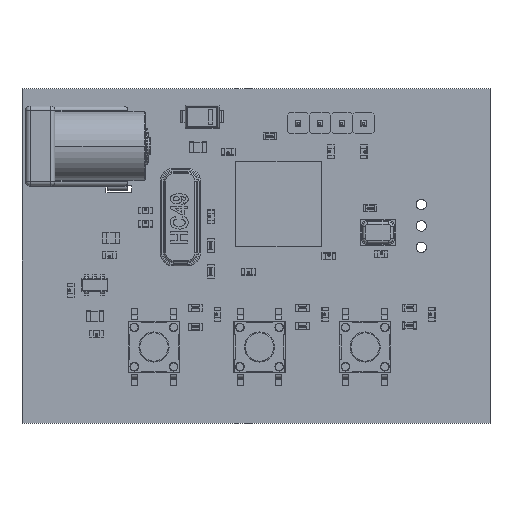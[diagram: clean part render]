
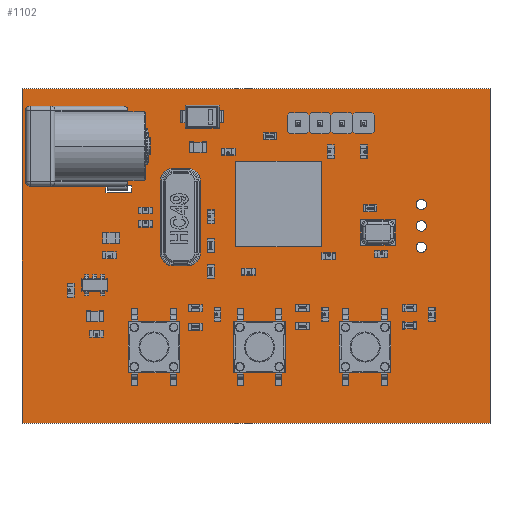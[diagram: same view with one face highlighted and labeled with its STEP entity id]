
A CAD part, top view. The second image highlights one B-rep face of the part: STEP entity #1102.
In plain terms, the highlighted planar face has unit normal (0, 0, 1).
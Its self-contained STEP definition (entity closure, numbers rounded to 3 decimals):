
#187 = VERTEX_POINT('',#188);
#188 = CARTESIAN_POINT('',(25.5,25.5,0.));
#194 = EDGE_CURVE('',#187,#195,#197,.T.);
#195 = VERTEX_POINT('',#196);
#196 = CARTESIAN_POINT('',(80.,25.5,0.));
#197 = LINE('',#198,#199);
#198 = CARTESIAN_POINT('',(25.5,25.5,0.));
#199 = VECTOR('',#200,1.);
#200 = DIRECTION('',(1.,0.,0.));
#225 = EDGE_CURVE('',#195,#226,#228,.T.);
#226 = VERTEX_POINT('',#227);
#227 = CARTESIAN_POINT('',(80.,64.5,0.));
#228 = LINE('',#229,#230);
#229 = CARTESIAN_POINT('',(80.,25.5,0.));
#230 = VECTOR('',#231,1.);
#231 = DIRECTION('',(0.,1.,0.));
#256 = EDGE_CURVE('',#226,#257,#259,.T.);
#257 = VERTEX_POINT('',#258);
#258 = CARTESIAN_POINT('',(25.5,64.5,0.));
#259 = LINE('',#260,#261);
#260 = CARTESIAN_POINT('',(80.,64.5,0.));
#261 = VECTOR('',#262,1.);
#262 = DIRECTION('',(-1.,0.,0.));
#287 = EDGE_CURVE('',#257,#187,#288,.T.);
#288 = LINE('',#289,#290);
#289 = CARTESIAN_POINT('',(25.5,64.5,0.));
#290 = VECTOR('',#291,1.);
#291 = DIRECTION('',(0.,-1.,0.));
#311 = VERTEX_POINT('',#312);
#312 = CARTESIAN_POINT('',(38.282,53.182,0.));
#318 = EDGE_CURVE('',#311,#319,#321,.T.);
#319 = VERTEX_POINT('',#320);
#320 = CARTESIAN_POINT('',(35.282,53.182,0.));
#321 = LINE('',#322,#323);
#322 = CARTESIAN_POINT('',(38.282,53.182,0.));
#323 = VECTOR('',#324,1.);
#324 = DIRECTION('',(-1.,0.,0.));
#349 = EDGE_CURVE('',#319,#350,#352,.T.);
#350 = VERTEX_POINT('',#351);
#351 = CARTESIAN_POINT('',(35.282,52.382,0.));
#352 = LINE('',#353,#354);
#353 = CARTESIAN_POINT('',(35.282,53.182,0.));
#354 = VECTOR('',#355,1.);
#355 = DIRECTION('',(0.,-1.,0.));
#380 = EDGE_CURVE('',#350,#381,#383,.T.);
#381 = VERTEX_POINT('',#382);
#382 = CARTESIAN_POINT('',(38.282,52.382,0.));
#383 = LINE('',#384,#385);
#384 = CARTESIAN_POINT('',(35.282,52.382,0.));
#385 = VECTOR('',#386,1.);
#386 = DIRECTION('',(1.,0.,0.));
#411 = EDGE_CURVE('',#381,#311,#412,.T.);
#412 = LINE('',#413,#414);
#413 = CARTESIAN_POINT('',(38.282,52.382,0.));
#414 = VECTOR('',#415,1.);
#415 = DIRECTION('',(0.,1.,0.));
#435 = VERTEX_POINT('',#436);
#436 = CARTESIAN_POINT('',(44.242,47.09,0.));
#442 = EDGE_CURVE('',#435,#435,#443,.T.);
#443 = CIRCLE('',#444,0.3);
#444 = AXIS2_PLACEMENT_3D('',#445,#446,#447);
#445 = CARTESIAN_POINT('',(43.942,47.09,0.));
#446 = DIRECTION('',(0.,0.,1.));
#447 = DIRECTION('',(1.,0.,0.));
#468 = VERTEX_POINT('',#469);
#469 = CARTESIAN_POINT('',(44.242,51.97,0.));
#475 = EDGE_CURVE('',#468,#468,#476,.T.);
#476 = CIRCLE('',#477,0.3);
#477 = AXIS2_PLACEMENT_3D('',#478,#479,#480);
#478 = CARTESIAN_POINT('',(43.942,51.97,0.));
#479 = DIRECTION('',(0.,0.,1.));
#480 = DIRECTION('',(1.,0.,0.));
#501 = VERTEX_POINT('',#502);
#502 = CARTESIAN_POINT('',(34.182,59.082,0.));
#508 = EDGE_CURVE('',#501,#509,#511,.T.);
#509 = VERTEX_POINT('',#510);
#510 = CARTESIAN_POINT('',(33.382,59.082,0.));
#511 = LINE('',#512,#513);
#512 = CARTESIAN_POINT('',(34.182,59.082,0.));
#513 = VECTOR('',#514,1.);
#514 = DIRECTION('',(-1.,0.,0.));
#539 = EDGE_CURVE('',#509,#540,#542,.T.);
#540 = VERTEX_POINT('',#541);
#541 = CARTESIAN_POINT('',(33.382,56.082,0.));
#542 = LINE('',#543,#544);
#543 = CARTESIAN_POINT('',(33.382,59.082,0.));
#544 = VECTOR('',#545,1.);
#545 = DIRECTION('',(0.,-1.,0.));
#570 = EDGE_CURVE('',#540,#571,#573,.T.);
#571 = VERTEX_POINT('',#572);
#572 = CARTESIAN_POINT('',(34.182,56.082,0.));
#573 = LINE('',#574,#575);
#574 = CARTESIAN_POINT('',(33.382,56.082,0.));
#575 = VECTOR('',#576,1.);
#576 = DIRECTION('',(1.,0.,0.));
#601 = EDGE_CURVE('',#571,#501,#602,.T.);
#602 = LINE('',#603,#604);
#603 = CARTESIAN_POINT('',(34.182,56.082,0.));
#604 = VECTOR('',#605,1.);
#605 = DIRECTION('',(0.,1.,0.));
#625 = VERTEX_POINT('',#626);
#626 = CARTESIAN_POINT('',(40.182,59.332,0.));
#632 = EDGE_CURVE('',#625,#633,#635,.T.);
#633 = VERTEX_POINT('',#634);
#634 = CARTESIAN_POINT('',(39.382,59.332,0.));
#635 = LINE('',#636,#637);
#636 = CARTESIAN_POINT('',(40.182,59.332,0.));
#637 = VECTOR('',#638,1.);
#638 = DIRECTION('',(-1.,0.,0.));
#663 = EDGE_CURVE('',#633,#664,#666,.T.);
#664 = VERTEX_POINT('',#665);
#665 = CARTESIAN_POINT('',(39.382,55.832,0.));
#666 = LINE('',#667,#668);
#667 = CARTESIAN_POINT('',(39.382,59.332,0.));
#668 = VECTOR('',#669,1.);
#669 = DIRECTION('',(0.,-1.,0.));
#694 = EDGE_CURVE('',#664,#695,#697,.T.);
#695 = VERTEX_POINT('',#696);
#696 = CARTESIAN_POINT('',(40.182,55.832,0.));
#697 = LINE('',#698,#699);
#698 = CARTESIAN_POINT('',(39.382,55.832,0.));
#699 = VECTOR('',#700,1.);
#700 = DIRECTION('',(1.,0.,0.));
#725 = EDGE_CURVE('',#695,#625,#726,.T.);
#726 = LINE('',#727,#728);
#727 = CARTESIAN_POINT('',(40.182,55.832,0.));
#728 = VECTOR('',#729,1.);
#729 = DIRECTION('',(0.,1.,0.));
#749 = VERTEX_POINT('',#750);
#750 = CARTESIAN_POINT('',(60.698,60.452,0.));
#756 = EDGE_CURVE('',#749,#749,#757,.T.);
#757 = CIRCLE('',#758,0.5);
#758 = AXIS2_PLACEMENT_3D('',#759,#760,#761);
#759 = CARTESIAN_POINT('',(60.198,60.452,0.));
#760 = DIRECTION('',(0.,0.,1.));
#761 = DIRECTION('',(1.,0.,0.));
#782 = VERTEX_POINT('',#783);
#783 = CARTESIAN_POINT('',(58.158,60.452,0.));
#789 = EDGE_CURVE('',#782,#782,#790,.T.);
#790 = CIRCLE('',#791,0.5);
#791 = AXIS2_PLACEMENT_3D('',#792,#793,#794);
#792 = CARTESIAN_POINT('',(57.658,60.452,0.));
#793 = DIRECTION('',(0.,0.,1.));
#794 = DIRECTION('',(1.,0.,0.));
#815 = VERTEX_POINT('',#816);
#816 = CARTESIAN_POINT('',(68.098,47.735,0.));
#822 = EDGE_CURVE('',#815,#815,#823,.T.);
#823 = CIRCLE('',#824,0.25);
#824 = AXIS2_PLACEMENT_3D('',#825,#826,#827);
#825 = CARTESIAN_POINT('',(67.848,47.735,0.));
#826 = DIRECTION('',(0.,0.,1.));
#827 = DIRECTION('',(1.,0.,0.));
#848 = VERTEX_POINT('',#849);
#849 = CARTESIAN_POINT('',(72.6,46.,0.));
#855 = EDGE_CURVE('',#848,#848,#856,.T.);
#856 = CIRCLE('',#857,0.6);
#857 = AXIS2_PLACEMENT_3D('',#858,#859,#860);
#858 = CARTESIAN_POINT('',(72.,46.,0.));
#859 = DIRECTION('',(0.,0.,1.));
#860 = DIRECTION('',(1.,0.,0.));
#881 = VERTEX_POINT('',#882);
#882 = CARTESIAN_POINT('',(72.6,48.5,0.));
#888 = EDGE_CURVE('',#881,#881,#889,.T.);
#889 = CIRCLE('',#890,0.6);
#890 = AXIS2_PLACEMENT_3D('',#891,#892,#893);
#891 = CARTESIAN_POINT('',(72.,48.5,0.));
#892 = DIRECTION('',(0.,0.,1.));
#893 = DIRECTION('',(1.,0.,0.));
#914 = VERTEX_POINT('',#915);
#915 = CARTESIAN_POINT('',(65.778,60.452,0.));
#921 = EDGE_CURVE('',#914,#914,#922,.T.);
#922 = CIRCLE('',#923,0.5);
#923 = AXIS2_PLACEMENT_3D('',#924,#925,#926);
#924 = CARTESIAN_POINT('',(65.278,60.452,0.));
#925 = DIRECTION('',(0.,0.,1.));
#926 = DIRECTION('',(1.,0.,0.));
#947 = VERTEX_POINT('',#948);
#948 = CARTESIAN_POINT('',(63.238,60.452,0.));
#954 = EDGE_CURVE('',#947,#947,#955,.T.);
#955 = CIRCLE('',#956,0.5);
#956 = AXIS2_PLACEMENT_3D('',#957,#958,#959);
#957 = CARTESIAN_POINT('',(62.738,60.452,0.));
#958 = DIRECTION('',(0.,0.,1.));
#959 = DIRECTION('',(1.,0.,0.));
#980 = VERTEX_POINT('',#981);
#981 = CARTESIAN_POINT('',(67.948,48.41,0.));
#987 = EDGE_CURVE('',#980,#980,#988,.T.);
#988 = CIRCLE('',#989,0.1);
#989 = AXIS2_PLACEMENT_3D('',#990,#991,#992);
#990 = CARTESIAN_POINT('',(67.848,48.41,0.));
#991 = DIRECTION('',(0.,0.,1.));
#992 = DIRECTION('',(1.,0.,0.));
#1013 = VERTEX_POINT('',#1014);
#1014 = CARTESIAN_POINT('',(72.6,51.,0.));
#1020 = EDGE_CURVE('',#1013,#1013,#1021,.T.);
#1021 = CIRCLE('',#1022,0.6);
#1022 = AXIS2_PLACEMENT_3D('',#1023,#1024,#1025);
#1023 = CARTESIAN_POINT('',(72.,51.,0.));
#1024 = DIRECTION('',(0.,0.,1.));
#1025 = DIRECTION('',(1.,0.,0.));
#1102 = ADVANCED_FACE('',(#1103,#1109,#1115,#1118,#1121,#1127,#1133,
    #1136,#1139,#1142,#1145,#1148,#1151,#1154,#1157),#1160,.F.);
#1103 = FACE_BOUND('',#1104,.T.);
#1104 = EDGE_LOOP('',(#1105,#1106,#1107,#1108));
#1105 = ORIENTED_EDGE('',*,*,#194,.T.);
#1106 = ORIENTED_EDGE('',*,*,#225,.T.);
#1107 = ORIENTED_EDGE('',*,*,#256,.T.);
#1108 = ORIENTED_EDGE('',*,*,#287,.T.);
#1109 = FACE_BOUND('',#1110,.F.);
#1110 = EDGE_LOOP('',(#1111,#1112,#1113,#1114));
#1111 = ORIENTED_EDGE('',*,*,#318,.T.);
#1112 = ORIENTED_EDGE('',*,*,#349,.T.);
#1113 = ORIENTED_EDGE('',*,*,#380,.T.);
#1114 = ORIENTED_EDGE('',*,*,#411,.T.);
#1115 = FACE_BOUND('',#1116,.F.);
#1116 = EDGE_LOOP('',(#1117));
#1117 = ORIENTED_EDGE('',*,*,#442,.T.);
#1118 = FACE_BOUND('',#1119,.F.);
#1119 = EDGE_LOOP('',(#1120));
#1120 = ORIENTED_EDGE('',*,*,#475,.T.);
#1121 = FACE_BOUND('',#1122,.F.);
#1122 = EDGE_LOOP('',(#1123,#1124,#1125,#1126));
#1123 = ORIENTED_EDGE('',*,*,#508,.T.);
#1124 = ORIENTED_EDGE('',*,*,#539,.T.);
#1125 = ORIENTED_EDGE('',*,*,#570,.T.);
#1126 = ORIENTED_EDGE('',*,*,#601,.T.);
#1127 = FACE_BOUND('',#1128,.F.);
#1128 = EDGE_LOOP('',(#1129,#1130,#1131,#1132));
#1129 = ORIENTED_EDGE('',*,*,#632,.T.);
#1130 = ORIENTED_EDGE('',*,*,#663,.T.);
#1131 = ORIENTED_EDGE('',*,*,#694,.T.);
#1132 = ORIENTED_EDGE('',*,*,#725,.T.);
#1133 = FACE_BOUND('',#1134,.F.);
#1134 = EDGE_LOOP('',(#1135));
#1135 = ORIENTED_EDGE('',*,*,#756,.T.);
#1136 = FACE_BOUND('',#1137,.F.);
#1137 = EDGE_LOOP('',(#1138));
#1138 = ORIENTED_EDGE('',*,*,#789,.T.);
#1139 = FACE_BOUND('',#1140,.F.);
#1140 = EDGE_LOOP('',(#1141));
#1141 = ORIENTED_EDGE('',*,*,#822,.T.);
#1142 = FACE_BOUND('',#1143,.F.);
#1143 = EDGE_LOOP('',(#1144));
#1144 = ORIENTED_EDGE('',*,*,#855,.T.);
#1145 = FACE_BOUND('',#1146,.F.);
#1146 = EDGE_LOOP('',(#1147));
#1147 = ORIENTED_EDGE('',*,*,#888,.T.);
#1148 = FACE_BOUND('',#1149,.F.);
#1149 = EDGE_LOOP('',(#1150));
#1150 = ORIENTED_EDGE('',*,*,#921,.T.);
#1151 = FACE_BOUND('',#1152,.F.);
#1152 = EDGE_LOOP('',(#1153));
#1153 = ORIENTED_EDGE('',*,*,#954,.T.);
#1154 = FACE_BOUND('',#1155,.F.);
#1155 = EDGE_LOOP('',(#1156));
#1156 = ORIENTED_EDGE('',*,*,#987,.T.);
#1157 = FACE_BOUND('',#1158,.F.);
#1158 = EDGE_LOOP('',(#1159));
#1159 = ORIENTED_EDGE('',*,*,#1020,.T.);
#1160 = PLANE('',#1161);
#1161 = AXIS2_PLACEMENT_3D('',#1162,#1163,#1164);
#1162 = CARTESIAN_POINT('',(25.5,25.5,0.));
#1163 = DIRECTION('',(0.,0.,-1.));
#1164 = DIRECTION('',(-1.,0.,0.));
